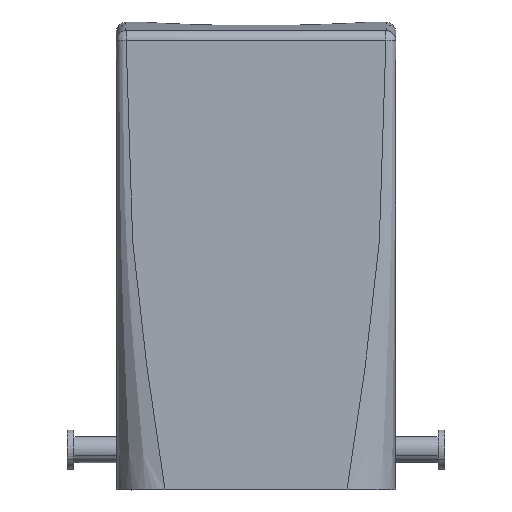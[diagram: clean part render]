
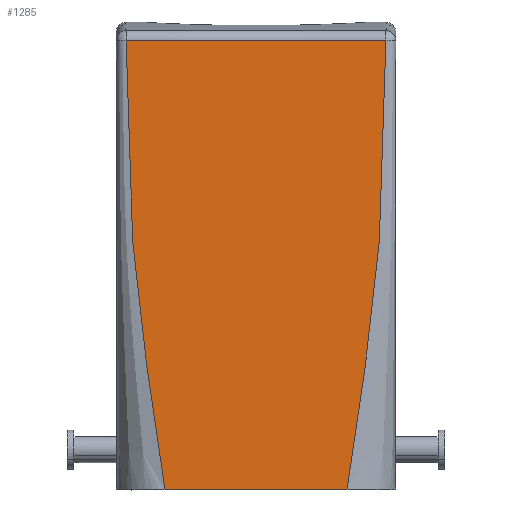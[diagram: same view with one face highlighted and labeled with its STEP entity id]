
A CAD part, front view. The second image highlights one B-rep face of the part: STEP entity #1285.
In plain terms, the highlighted planar face has unit normal (0, -1, 0.013).
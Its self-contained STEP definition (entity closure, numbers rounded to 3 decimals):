
#1241=AXIS2_PLACEMENT_3D('Plane Axis2P3D',#1238,#1239,#1240) ;
#475=CARTESIAN_POINT('Vertex',(9.015,0.906,69.195)) ;
#498=CARTESIAN_POINT('Line Origine',(18.214,0.906,69.195)) ;
#502=CARTESIAN_POINT('Vertex',(48.985,0.906,69.195)) ;
#1205=CARTESIAN_POINT('Vertex',(15.,0.,0.)) ;
#1209=CARTESIAN_POINT('Control Point',(9.015,0.906,69.195)) ;
#1210=CARTESIAN_POINT('Control Point',(9.042,0.876,66.945)) ;
#1211=CARTESIAN_POINT('Control Point',(9.074,0.847,64.696)) ;
#1212=CARTESIAN_POINT('Control Point',(9.115,0.817,62.447)) ;
#1213=CARTESIAN_POINT('Control Point',(9.207,0.758,57.942)) ;
#1214=CARTESIAN_POINT('Control Point',(9.324,0.7,53.437)) ;
#1215=CARTESIAN_POINT('Control Point',(9.391,0.669,51.076)) ;
#1216=CARTESIAN_POINT('Control Point',(9.567,0.598,45.708)) ;
#1217=CARTESIAN_POINT('Control Point',(9.852,0.528,40.342)) ;
#1218=CARTESIAN_POINT('Control Point',(10.074,0.487,37.233)) ;
#1219=CARTESIAN_POINT('Control Point',(10.633,0.406,31.019)) ;
#1220=CARTESIAN_POINT('Control Point',(11.388,0.325,24.818)) ;
#1221=CARTESIAN_POINT('Control Point',(11.806,0.284,21.721)) ;
#1222=CARTESIAN_POINT('Control Point',(12.533,0.218,16.653)) ;
#1223=CARTESIAN_POINT('Control Point',(13.291,0.152,11.588)) ;
#1224=CARTESIAN_POINT('Control Point',(13.588,0.126,9.613)) ;
#1225=CARTESIAN_POINT('Control Point',(14.053,0.085,6.496)) ;
#1226=CARTESIAN_POINT('Control Point',(14.512,0.044,3.379)) ;
#1227=CARTESIAN_POINT('Control Point',(14.676,0.029,2.251)) ;
#1228=CARTESIAN_POINT('Control Point',(14.838,0.015,1.127)) ;
#1229=CARTESIAN_POINT('Control Point',(15.,0.,0.)) ;
#1238=CARTESIAN_POINT('Axis2P3D Location',(29.,1.046,79.915)) ;
#1243=CARTESIAN_POINT('Line Origine',(29.,0.,0.)) ;
#1247=CARTESIAN_POINT('Vertex',(43.,0.,0.)) ;
#1251=CARTESIAN_POINT('Control Point',(48.985,0.906,69.195)) ;
#1252=CARTESIAN_POINT('Control Point',(48.966,0.885,67.633)) ;
#1253=CARTESIAN_POINT('Control Point',(48.945,0.865,66.072)) ;
#1254=CARTESIAN_POINT('Control Point',(48.92,0.844,64.511)) ;
#1255=CARTESIAN_POINT('Control Point',(48.88,0.815,62.249)) ;
#1256=CARTESIAN_POINT('Control Point',(48.833,0.785,59.987)) ;
#1257=CARTESIAN_POINT('Control Point',(48.817,0.776,59.265)) ;
#1258=CARTESIAN_POINT('Control Point',(48.756,0.74,56.55)) ;
#1259=CARTESIAN_POINT('Control Point',(48.686,0.705,53.833)) ;
#1260=CARTESIAN_POINT('Control Point',(48.627,0.677,51.721)) ;
#1261=CARTESIAN_POINT('Control Point',(48.551,0.645,49.291)) ;
#1262=CARTESIAN_POINT('Control Point',(48.455,0.614,46.875)) ;
#1263=CARTESIAN_POINT('Control Point',(48.438,0.608,46.46)) ;
#1264=CARTESIAN_POINT('Control Point',(48.185,0.53,40.516)) ;
#1265=CARTESIAN_POINT('Control Point',(47.786,0.453,34.578)) ;
#1266=CARTESIAN_POINT('Control Point',(47.186,0.38,29.045)) ;
#1267=CARTESIAN_POINT('Control Point',(46.168,0.28,21.412)) ;
#1268=CARTESIAN_POINT('Control Point',(45.04,0.181,13.794)) ;
#1269=CARTESIAN_POINT('Control Point',(44.721,0.153,11.673)) ;
#1270=CARTESIAN_POINT('Control Point',(44.337,0.119,9.114)) ;
#1271=CARTESIAN_POINT('Control Point',(43.957,0.086,6.555)) ;
#1272=CARTESIAN_POINT('Control Point',(43.892,0.08,6.118)) ;
#1273=CARTESIAN_POINT('Control Point',(43.672,0.061,4.627)) ;
#1274=CARTESIAN_POINT('Control Point',(43.453,0.041,3.139)) ;
#1275=CARTESIAN_POINT('Control Point',(43.301,0.027,2.092)) ;
#1276=CARTESIAN_POINT('Control Point',(43.15,0.014,1.047)) ;
#1277=CARTESIAN_POINT('Control Point',(43.,0.,0.)) ;
#499=DIRECTION('Vector Direction',(1.,0.,0.)) ;
#1239=DIRECTION('Axis2P3D Direction',(0.,-1.,0.013)) ;
#1240=DIRECTION('Axis2P3D XDirection',(-1.,0.,0.)) ;
#1244=DIRECTION('Vector Direction',(-1.,0.,0.)) ;
#500=VECTOR('Line Direction',#499,1.) ;
#1245=VECTOR('Line Direction',#1244,1.) ;
#1280=ORIENTED_EDGE('',*,*,#1230,.F.) ;
#1281=ORIENTED_EDGE('',*,*,#1249,.T.) ;
#1282=ORIENTED_EDGE('',*,*,#1278,.T.) ;
#1283=ORIENTED_EDGE('',*,*,#504,.F.) ;
#1285=ADVANCED_FACE('HOUSING',(#1284),#1242,.T.) ;
#1208=B_SPLINE_CURVE_WITH_KNOTS('',5,(#1209,#1210,#1211,#1212,#1213,#1214,#1215,#1216,#1217,#1218,#1219,#1220,#1221,#1222,#1223,#1224,#1225,#1226,#1227,#1228,#1229),.UNSPECIFIED.,.F.,.U.,(6,3,3,3,3,3,6),(31.573,42.827,54.115,69.691,85.268,95.221,100.975),.UNSPECIFIED.) ;
#1250=B_SPLINE_CURVE_WITH_KNOTS('',5,(#1251,#1252,#1253,#1254,#1255,#1256,#1257,#1258,#1259,#1260,#1261,#1262,#1263,#1264,#1265,#1266,#1267,#1268,#1269,#1270,#1271,#1272,#1273,#1274,#1275,#1276,#1277),.UNSPECIFIED.,.F.,.U.,(6,3,3,3,3,3,3,3,6),(0.,11.056,16.02,30.289,33.137,72.409,87.576,90.698,98.224),.UNSPECIFIED.) ;
#504=EDGE_CURVE('',#476,#503,#501,.T.) ;
#1230=EDGE_CURVE('',#1206,#476,#1208,.F.) ;
#1249=EDGE_CURVE('',#1206,#1248,#1246,.F.) ;
#1278=EDGE_CURVE('',#1248,#503,#1250,.F.) ;
#1279=EDGE_LOOP('',(#1280,#1281,#1282,#1283)) ;
#1284=FACE_OUTER_BOUND('',#1279,.T.) ;
#501=LINE('Line',#498,#500) ;
#1246=LINE('Line',#1243,#1245) ;
#1242=PLANE('',#1241) ;
#476=VERTEX_POINT('',#475) ;
#503=VERTEX_POINT('',#502) ;
#1206=VERTEX_POINT('',#1205) ;
#1248=VERTEX_POINT('',#1247) ;
